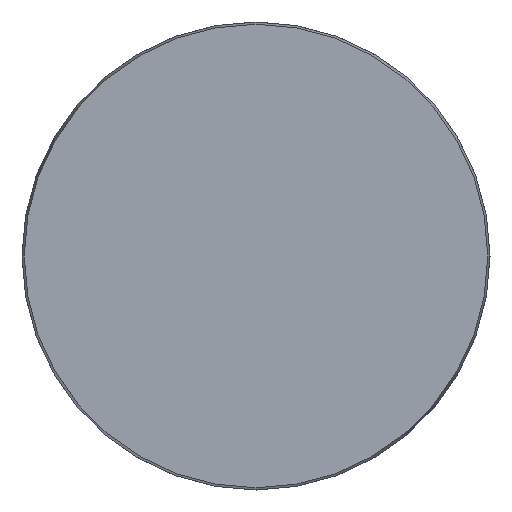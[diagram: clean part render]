
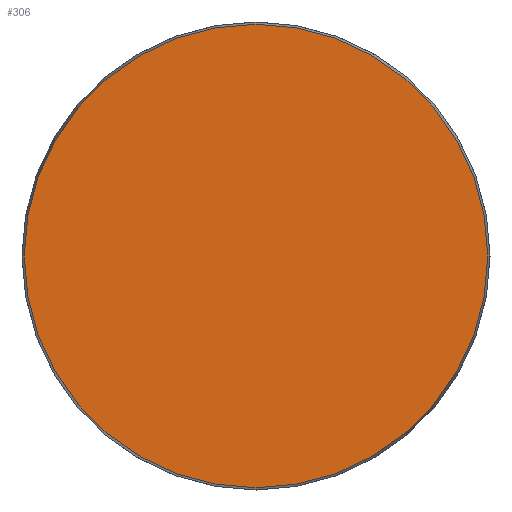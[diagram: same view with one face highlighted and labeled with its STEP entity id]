
A CAD part, front view. The second image highlights one B-rep face of the part: STEP entity #306.
In plain terms, the highlighted planar face has unit normal (0, -1, 0).
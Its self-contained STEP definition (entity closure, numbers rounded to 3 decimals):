
#11 = CARTESIAN_POINT ( 'NONE',  ( 0., 0., -58.425 ) ) ;
#71 = CIRCLE ( 'NONE', #176, 58.425 ) ;
#81 = EDGE_LOOP ( 'NONE', ( #469 ) ) ;
#176 = AXIS2_PLACEMENT_3D ( 'NONE', #188, #449, #319 ) ;
#188 = CARTESIAN_POINT ( 'NONE',  ( 0., 0., 0. ) ) ;
#305 = FACE_OUTER_BOUND ( 'NONE', #81, .T. ) ;
#306 = ADVANCED_FACE ( 'NONE', ( #305 ), #551, .F. ) ;
#319 = DIRECTION ( 'NONE',  ( 0., 0., -1. ) ) ;
#345 = CARTESIAN_POINT ( 'NONE',  ( -58.425, 0., 0. ) ) ;
#425 = DIRECTION ( 'NONE',  ( 0., 0., 1. ) ) ;
#446 = VERTEX_POINT ( 'NONE', #11 ) ;
#449 = DIRECTION ( 'NONE',  ( 0., -1., 0. ) ) ;
#469 = ORIENTED_EDGE ( 'NONE', *, *, #513, .T. ) ;
#506 = AXIS2_PLACEMENT_3D ( 'NONE', #345, #511, #425 ) ;
#511 = DIRECTION ( 'NONE',  ( 0., 1., 0. ) ) ;
#513 = EDGE_CURVE ( 'NONE', #446, #446, #71, .T. ) ;
#551 = PLANE ( 'NONE',  #506 ) ;
